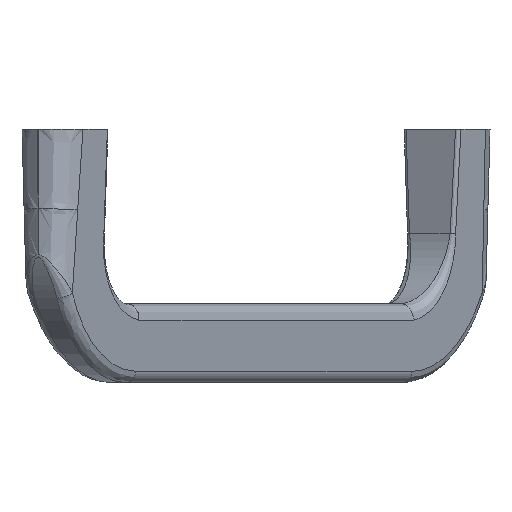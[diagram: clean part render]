
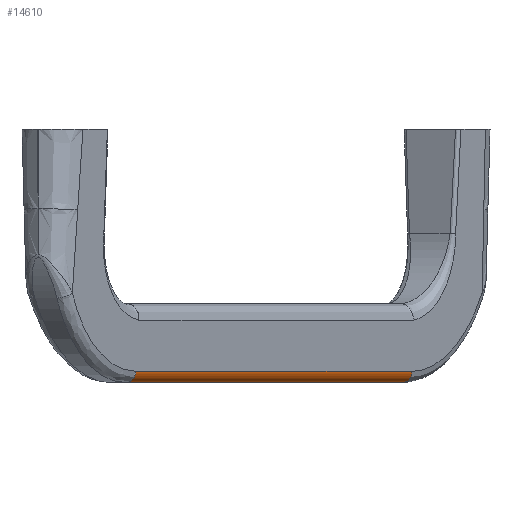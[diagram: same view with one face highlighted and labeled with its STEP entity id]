
A CAD part, left-side view. The second image highlights one B-rep face of the part: STEP entity #14610.
In plain terms, the highlighted cylindrical face has radius 1.5 mm (diameter 3 mm), a partial arc.
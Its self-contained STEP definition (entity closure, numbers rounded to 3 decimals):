
#3520=CARTESIAN_POINT('',(124.47,-29.297,
-29.974));
#3530=VERTEX_POINT('',#3520);
#3560=CARTESIAN_POINT('',(77.364,19.479,
-29.974));
#3570=DIRECTION('',(-0.695,0.719,0.));
#3580=VECTOR('',#3570,1.);
#3590=LINE('',#3560,#3580);
#3600=CARTESIAN_POINT('',(77.364,19.479,
-29.974));
#3610=VERTEX_POINT('',#3600);
#3620=EDGE_CURVE('',#3530,#3610,#3590,.T.);
#14290=CARTESIAN_POINT('',(78.442,20.519,-29.9));
#14300=DIRECTION('',(-0.695,0.719,0.));
#14310=DIRECTION('',(0.719,0.695,0.));
#14320=AXIS2_PLACEMENT_3D('',#14290,#14300,#14310);
#14330=CYLINDRICAL_SURFACE('',#14320,1.5);
#14340=CARTESIAN_POINT('',(125.547,-28.256,-31.4));
#14350=CARTESIAN_POINT('',(124.94,-28.843,-31.4));
#14360=CARTESIAN_POINT('',(124.5,-29.268,
-30.817));
#14370=CARTESIAN_POINT('',(124.47,-29.297,
-29.974));
#14380=(BOUNDED_CURVE() B_SPLINE_CURVE(3,(#14340,#14350,#14360,#14370),
.UNSPECIFIED.,.F.,.F.) B_SPLINE_CURVE_WITH_KNOTS((4,4),(0.,1.),
.UNSPECIFIED.) CURVE() GEOMETRIC_REPRESENTATION_ITEM() 
RATIONAL_B_SPLINE_CURVE((1.,0.816,0.816,1.)) 
REPRESENTATION_ITEM(''));
#14390=CARTESIAN_POINT('',(125.547,-28.256,-31.4));
#14400=VERTEX_POINT('',#14390);
#14410=EDGE_CURVE('',#14400,#3530,#14380,.T.);
#14420=ORIENTED_EDGE('',*,*,#14410,.T.);
#14430=CARTESIAN_POINT('',(78.442,20.519,-31.4));
#14440=DIRECTION('',(-0.695,0.719,0.));
#14450=VECTOR('',#14440,1.);
#14460=LINE('',#14430,#14450);
#14470=CARTESIAN_POINT('',(78.442,20.519,-31.4));
#14480=VERTEX_POINT('',#14470);
#14490=EDGE_CURVE('',#14400,#14480,#14460,.T.);
#14500=ORIENTED_EDGE('',*,*,#14490,.F.);
#14510=CARTESIAN_POINT('',(78.442,20.519,-31.4));
#14520=CARTESIAN_POINT('',(77.834,19.932,-31.4));
#14530=CARTESIAN_POINT('',(77.394,19.507,
-30.817));
#14540=CARTESIAN_POINT('',(77.364,19.479,
-29.974));
#14550=(BOUNDED_CURVE() B_SPLINE_CURVE(3,(#14510,#14520,#14530,#14540),
.UNSPECIFIED.,.F.,.F.) B_SPLINE_CURVE_WITH_KNOTS((4,4),(0.,1.),
.UNSPECIFIED.) CURVE() GEOMETRIC_REPRESENTATION_ITEM() 
RATIONAL_B_SPLINE_CURVE((1.,0.816,0.816,1.)) 
REPRESENTATION_ITEM(''));
#14560=EDGE_CURVE('',#14480,#3610,#14550,.T.);
#14570=ORIENTED_EDGE('',*,*,#14560,.F.);
#14580=ORIENTED_EDGE('',*,*,#3620,.T.);
#14590=EDGE_LOOP('',(#14580,#14570,#14500,#14420));
#14600=FACE_OUTER_BOUND('',#14590,.T.);
#14610=ADVANCED_FACE('',(#14600),#14330,.T.);
